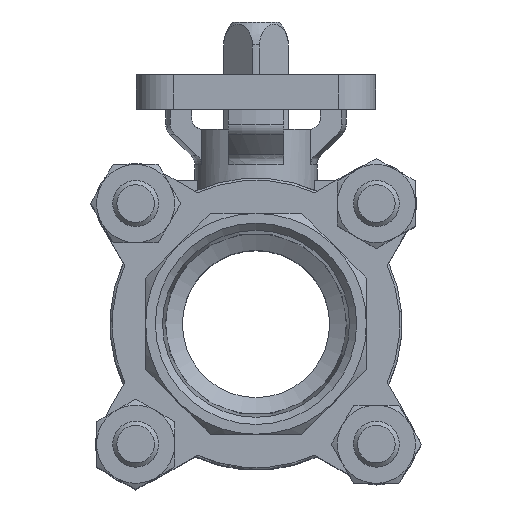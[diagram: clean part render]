
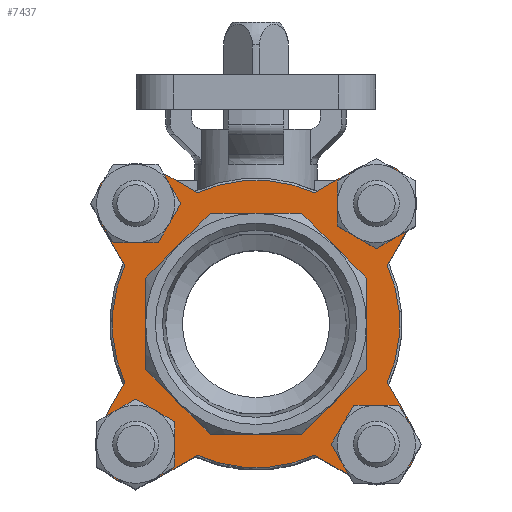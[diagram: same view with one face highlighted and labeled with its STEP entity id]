
A CAD part, top view. The second image highlights one B-rep face of the part: STEP entity #7437.
In plain terms, the highlighted planar face has unit normal (0, 0, 1).
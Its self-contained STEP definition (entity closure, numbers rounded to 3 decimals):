
#93=LINE('',#11478,#519);
#94=LINE('',#11482,#520);
#95=LINE('',#11486,#521);
#96=LINE('',#11490,#522);
#97=LINE('',#11494,#523);
#98=LINE('',#11498,#524);
#99=LINE('',#11502,#525);
#100=LINE('',#11506,#526);
#101=LINE('',#11507,#527);
#102=LINE('',#11510,#528);
#103=LINE('',#11512,#529);
#104=LINE('',#11514,#530);
#105=LINE('',#11516,#531);
#106=LINE('',#11518,#532);
#107=LINE('',#11520,#533);
#108=LINE('',#11522,#534);
#519=VECTOR('',#8969,1000.);
#520=VECTOR('',#8972,1000.);
#521=VECTOR('',#8975,1000.);
#522=VECTOR('',#8978,1000.);
#523=VECTOR('',#8981,1000.);
#524=VECTOR('',#8984,1000.);
#525=VECTOR('',#8987,1000.);
#526=VECTOR('',#8990,1000.);
#527=VECTOR('',#8991,1000.);
#528=VECTOR('',#8992,1000.);
#529=VECTOR('',#8993,1000.);
#530=VECTOR('',#8994,1000.);
#531=VECTOR('',#8995,1000.);
#532=VECTOR('',#8996,1000.);
#533=VECTOR('',#8997,1000.);
#534=VECTOR('',#8998,1000.);
#1002=PLANE('',#7981);
#1264=CIRCLE('',#7982,31.25);
#1265=CIRCLE('',#7983,8.75);
#1266=CIRCLE('',#7984,31.25);
#1267=CIRCLE('',#7985,8.75);
#1268=CIRCLE('',#7986,31.25);
#1269=CIRCLE('',#7987,8.75);
#1270=CIRCLE('',#7988,31.25);
#1271=CIRCLE('',#7989,8.75);
#1272=CIRCLE('',#7990,8.);
#1273=CIRCLE('',#7991,8.);
#1274=CIRCLE('',#7992,8.);
#1275=CIRCLE('',#7993,8.);
#1778=ORIENTED_EDGE('',*,*,#4052,.F.);
#1779=ORIENTED_EDGE('',*,*,#4053,.T.);
#1780=ORIENTED_EDGE('',*,*,#4054,.T.);
#1781=ORIENTED_EDGE('',*,*,#4055,.T.);
#1782=ORIENTED_EDGE('',*,*,#4056,.F.);
#1783=ORIENTED_EDGE('',*,*,#4057,.T.);
#1784=ORIENTED_EDGE('',*,*,#4058,.T.);
#1785=ORIENTED_EDGE('',*,*,#4059,.T.);
#1786=ORIENTED_EDGE('',*,*,#4060,.F.);
#1787=ORIENTED_EDGE('',*,*,#4061,.T.);
#1788=ORIENTED_EDGE('',*,*,#4062,.T.);
#1789=ORIENTED_EDGE('',*,*,#4063,.T.);
#1790=ORIENTED_EDGE('',*,*,#4064,.F.);
#1791=ORIENTED_EDGE('',*,*,#4065,.T.);
#1792=ORIENTED_EDGE('',*,*,#4066,.T.);
#1793=ORIENTED_EDGE('',*,*,#4067,.T.);
#1794=ORIENTED_EDGE('',*,*,#4068,.F.);
#1795=ORIENTED_EDGE('',*,*,#4069,.F.);
#1796=ORIENTED_EDGE('',*,*,#4070,.F.);
#1797=ORIENTED_EDGE('',*,*,#4071,.F.);
#1798=ORIENTED_EDGE('',*,*,#4072,.F.);
#1799=ORIENTED_EDGE('',*,*,#4073,.F.);
#1800=ORIENTED_EDGE('',*,*,#4074,.F.);
#1801=ORIENTED_EDGE('',*,*,#4075,.F.);
#1802=ORIENTED_EDGE('',*,*,#4076,.F.);
#1803=ORIENTED_EDGE('',*,*,#4077,.F.);
#1804=ORIENTED_EDGE('',*,*,#4078,.F.);
#1805=ORIENTED_EDGE('',*,*,#4079,.F.);
#4052=EDGE_CURVE('',#5155,#5156,#1264,.T.);
#4053=EDGE_CURVE('',#5155,#5157,#93,.T.);
#4054=EDGE_CURVE('',#5157,#5158,#1265,.T.);
#4055=EDGE_CURVE('',#5158,#5159,#94,.T.);
#4056=EDGE_CURVE('',#5160,#5159,#1266,.T.);
#4057=EDGE_CURVE('',#5160,#5161,#95,.T.);
#4058=EDGE_CURVE('',#5161,#5162,#1267,.T.);
#4059=EDGE_CURVE('',#5162,#5163,#96,.T.);
#4060=EDGE_CURVE('',#5164,#5163,#1268,.T.);
#4061=EDGE_CURVE('',#5164,#5165,#97,.T.);
#4062=EDGE_CURVE('',#5165,#5166,#1269,.T.);
#4063=EDGE_CURVE('',#5166,#5167,#98,.T.);
#4064=EDGE_CURVE('',#5168,#5167,#1270,.T.);
#4065=EDGE_CURVE('',#5168,#5169,#99,.T.);
#4066=EDGE_CURVE('',#5169,#5170,#1271,.T.);
#4067=EDGE_CURVE('',#5170,#5156,#100,.T.);
#4068=EDGE_CURVE('',#5171,#5172,#101,.T.);
#4069=EDGE_CURVE('',#5173,#5171,#102,.T.);
#4070=EDGE_CURVE('',#5174,#5173,#103,.T.);
#4071=EDGE_CURVE('',#5175,#5174,#104,.T.);
#4072=EDGE_CURVE('',#5176,#5175,#105,.T.);
#4073=EDGE_CURVE('',#5177,#5176,#106,.T.);
#4074=EDGE_CURVE('',#5178,#5177,#107,.T.);
#4075=EDGE_CURVE('',#5172,#5178,#108,.T.);
#4076=EDGE_CURVE('',#5179,#5179,#1272,.F.);
#4077=EDGE_CURVE('',#5180,#5180,#1273,.F.);
#4078=EDGE_CURVE('',#5181,#5181,#1274,.F.);
#4079=EDGE_CURVE('',#5182,#5182,#1275,.F.);
#5155=VERTEX_POINT('',#11476);
#5156=VERTEX_POINT('',#11477);
#5157=VERTEX_POINT('',#11479);
#5158=VERTEX_POINT('',#11481);
#5159=VERTEX_POINT('',#11483);
#5160=VERTEX_POINT('',#11485);
#5161=VERTEX_POINT('',#11487);
#5162=VERTEX_POINT('',#11489);
#5163=VERTEX_POINT('',#11491);
#5164=VERTEX_POINT('',#11493);
#5165=VERTEX_POINT('',#11495);
#5166=VERTEX_POINT('',#11497);
#5167=VERTEX_POINT('',#11499);
#5168=VERTEX_POINT('',#11501);
#5169=VERTEX_POINT('',#11503);
#5170=VERTEX_POINT('',#11505);
#5171=VERTEX_POINT('',#11508);
#5172=VERTEX_POINT('',#11509);
#5173=VERTEX_POINT('',#11511);
#5174=VERTEX_POINT('',#11513);
#5175=VERTEX_POINT('',#11515);
#5176=VERTEX_POINT('',#11517);
#5177=VERTEX_POINT('',#11519);
#5178=VERTEX_POINT('',#11521);
#5179=VERTEX_POINT('',#11524);
#5180=VERTEX_POINT('',#11526);
#5181=VERTEX_POINT('',#11528);
#5182=VERTEX_POINT('',#11530);
#6178=EDGE_LOOP('',(#1778,#1779,#1780,#1781,#1782,#1783,#1784,#1785,#1786,
#1787,#1788,#1789,#1790,#1791,#1792,#1793));
#6179=EDGE_LOOP('',(#1794,#1795,#1796,#1797,#1798,#1799,#1800,#1801));
#6180=EDGE_LOOP('',(#1802));
#6181=EDGE_LOOP('',(#1803));
#6182=EDGE_LOOP('',(#1804));
#6183=EDGE_LOOP('',(#1805));
#6744=FACE_BOUND('',#6178,.T.);
#6745=FACE_BOUND('',#6179,.T.);
#6746=FACE_BOUND('',#6180,.T.);
#6747=FACE_BOUND('',#6181,.T.);
#6748=FACE_BOUND('',#6182,.T.);
#6749=FACE_BOUND('',#6183,.T.);
#7437=ADVANCED_FACE('',(#6744,#6745,#6746,#6747,#6748,#6749),#1002,.F.);
#7981=AXIS2_PLACEMENT_3D('',#11474,#8965,#8966);
#7982=AXIS2_PLACEMENT_3D('',#11475,#8967,#8968);
#7983=AXIS2_PLACEMENT_3D('',#11480,#8970,#8971);
#7984=AXIS2_PLACEMENT_3D('',#11484,#8973,#8974);
#7985=AXIS2_PLACEMENT_3D('',#11488,#8976,#8977);
#7986=AXIS2_PLACEMENT_3D('',#11492,#8979,#8980);
#7987=AXIS2_PLACEMENT_3D('',#11496,#8982,#8983);
#7988=AXIS2_PLACEMENT_3D('',#11500,#8985,#8986);
#7989=AXIS2_PLACEMENT_3D('',#11504,#8988,#8989);
#7990=AXIS2_PLACEMENT_3D('',#11523,#8999,#9000);
#7991=AXIS2_PLACEMENT_3D('',#11525,#9001,#9002);
#7992=AXIS2_PLACEMENT_3D('',#11527,#9003,#9004);
#7993=AXIS2_PLACEMENT_3D('',#11529,#9005,#9006);
#8965=DIRECTION('',(0.,0.,-1.));
#8966=DIRECTION('',(-1.,0.,0.));
#8967=DIRECTION('',(0.,0.,-1.));
#8968=DIRECTION('',(-1.,0.,0.));
#8969=DIRECTION('',(-0.866,0.5,0.));
#8970=DIRECTION('',(0.,0.,1.));
#8971=DIRECTION('',(1.,0.,0.));
#8972=DIRECTION('',(0.5,-0.866,0.));
#8973=DIRECTION('',(0.,0.,-1.));
#8974=DIRECTION('',(-1.,0.,0.));
#8975=DIRECTION('',(-0.5,-0.866,0.));
#8976=DIRECTION('',(0.,0.,1.));
#8977=DIRECTION('',(1.,0.,0.));
#8978=DIRECTION('',(0.866,0.5,0.));
#8979=DIRECTION('',(0.,0.,-1.));
#8980=DIRECTION('',(-1.,0.,0.));
#8981=DIRECTION('',(0.866,-0.5,0.));
#8982=DIRECTION('',(0.,0.,1.));
#8983=DIRECTION('',(1.,0.,0.));
#8984=DIRECTION('',(-0.5,0.866,0.));
#8985=DIRECTION('',(0.,0.,-1.));
#8986=DIRECTION('',(-1.,0.,0.));
#8987=DIRECTION('',(0.5,0.866,0.));
#8988=DIRECTION('',(0.,0.,1.));
#8989=DIRECTION('',(1.,0.,0.));
#8990=DIRECTION('',(-0.866,-0.5,0.));
#8991=DIRECTION('',(-0.707,-0.707,0.));
#8992=DIRECTION('',(-1.,0.,0.));
#8993=DIRECTION('',(-0.707,0.707,0.));
#8994=DIRECTION('',(0.,1.,0.));
#8995=DIRECTION('',(0.707,0.707,0.));
#8996=DIRECTION('',(1.,0.,0.));
#8997=DIRECTION('',(0.707,-0.707,0.));
#8998=DIRECTION('',(0.,-1.,0.));
#8999=DIRECTION('',(0.,0.,-1.));
#9000=DIRECTION('',(-1.,0.,0.));
#9001=DIRECTION('',(0.,0.,-1.));
#9002=DIRECTION('',(-1.,0.,0.));
#9003=DIRECTION('',(0.,0.,-1.));
#9004=DIRECTION('',(-1.,0.,0.));
#9005=DIRECTION('',(0.,0.,-1.));
#9006=DIRECTION('',(-1.,0.,0.));
#11474=CARTESIAN_POINT('',(0.,0.,30.9));
#11475=CARTESIAN_POINT('',(0.,0.,30.9));
#11476=CARTESIAN_POINT('',(-12.758,28.527,30.9));
#11477=CARTESIAN_POINT('',(12.758,28.527,30.9));
#11478=CARTESIAN_POINT('',(0.,21.161,30.9));
#11479=CARTESIAN_POINT('',(-21.788,33.741,30.9));
#11480=CARTESIAN_POINT('',(-26.163,26.163,30.9));
#11481=CARTESIAN_POINT('',(-33.741,21.788,30.9));
#11482=CARTESIAN_POINT('',(-33.741,21.788,30.9));
#11483=CARTESIAN_POINT('',(-28.527,12.758,30.9));
#11484=CARTESIAN_POINT('',(0.,0.,30.9));
#11485=CARTESIAN_POINT('',(-28.527,-12.758,30.9));
#11486=CARTESIAN_POINT('',(-21.161,0.,30.9));
#11487=CARTESIAN_POINT('',(-33.741,-21.788,30.9));
#11488=CARTESIAN_POINT('',(-26.163,-26.163,30.9));
#11489=CARTESIAN_POINT('',(-21.788,-33.741,30.9));
#11490=CARTESIAN_POINT('',(-21.788,-33.741,30.9));
#11491=CARTESIAN_POINT('',(-12.758,-28.527,30.9));
#11492=CARTESIAN_POINT('',(0.,0.,30.9));
#11493=CARTESIAN_POINT('',(12.758,-28.527,30.9));
#11494=CARTESIAN_POINT('',(0.,-21.161,30.9));
#11495=CARTESIAN_POINT('',(21.788,-33.741,30.9));
#11496=CARTESIAN_POINT('',(26.163,-26.163,30.9));
#11497=CARTESIAN_POINT('',(33.741,-21.788,30.9));
#11498=CARTESIAN_POINT('',(33.741,-21.788,30.9));
#11499=CARTESIAN_POINT('',(28.527,-12.758,30.9));
#11500=CARTESIAN_POINT('',(0.,0.,30.9));
#11501=CARTESIAN_POINT('',(28.527,12.758,30.9));
#11502=CARTESIAN_POINT('',(21.161,0.,30.9));
#11503=CARTESIAN_POINT('',(33.741,21.788,30.9));
#11504=CARTESIAN_POINT('',(26.163,26.163,30.9));
#11505=CARTESIAN_POINT('',(21.788,33.741,30.9));
#11506=CARTESIAN_POINT('',(21.788,33.741,30.9));
#11507=CARTESIAN_POINT('',(-16.971,16.971,30.9));
#11508=CARTESIAN_POINT('',(-9.941,24.,30.9));
#11509=CARTESIAN_POINT('',(-24.,9.941,30.9));
#11510=CARTESIAN_POINT('',(0.,24.,30.9));
#11511=CARTESIAN_POINT('',(9.941,24.,30.9));
#11512=CARTESIAN_POINT('',(16.971,16.971,30.9));
#11513=CARTESIAN_POINT('',(24.,9.941,30.9));
#11514=CARTESIAN_POINT('',(24.,0.,30.9));
#11515=CARTESIAN_POINT('',(24.,-9.941,30.9));
#11516=CARTESIAN_POINT('',(16.971,-16.971,30.9));
#11517=CARTESIAN_POINT('',(9.941,-24.,30.9));
#11518=CARTESIAN_POINT('',(0.,-24.,30.9));
#11519=CARTESIAN_POINT('',(-9.941,-24.,30.9));
#11520=CARTESIAN_POINT('',(-16.971,-16.971,30.9));
#11521=CARTESIAN_POINT('',(-24.,-9.941,30.9));
#11522=CARTESIAN_POINT('',(-24.,0.,30.9));
#11523=CARTESIAN_POINT('',(-26.163,26.163,30.9));
#11524=CARTESIAN_POINT('',(-34.163,26.163,30.9));
#11525=CARTESIAN_POINT('',(26.163,-26.163,30.9));
#11526=CARTESIAN_POINT('',(18.163,-26.163,30.9));
#11527=CARTESIAN_POINT('',(26.163,26.163,30.9));
#11528=CARTESIAN_POINT('',(18.163,26.163,30.9));
#11529=CARTESIAN_POINT('',(-26.163,-26.163,30.9));
#11530=CARTESIAN_POINT('',(-34.163,-26.163,30.9));
